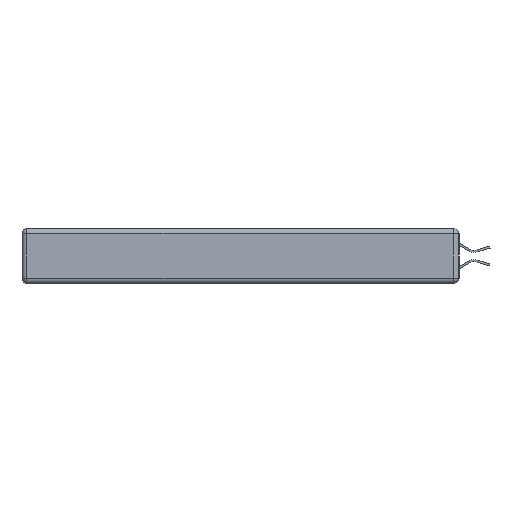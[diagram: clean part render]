
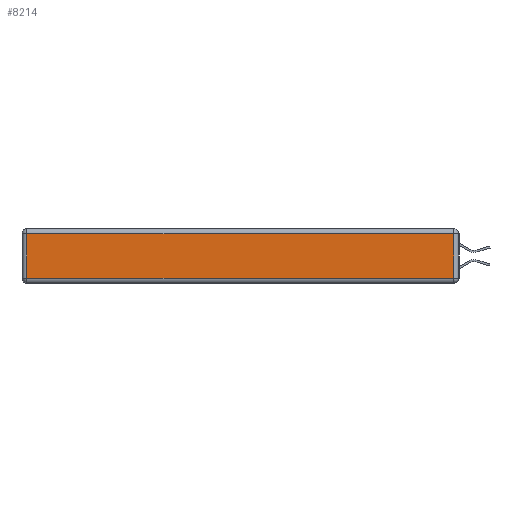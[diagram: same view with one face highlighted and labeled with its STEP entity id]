
A CAD part, left-side view. The second image highlights one B-rep face of the part: STEP entity #8214.
In plain terms, the highlighted planar face has unit normal (-1, 0, 0).
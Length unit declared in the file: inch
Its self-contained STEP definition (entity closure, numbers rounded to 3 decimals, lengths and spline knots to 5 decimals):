
#26 = CARTESIAN_POINT ( 'NONE',  ( 0., 0., -0.343 ) ) ;
#2109 = EDGE_LOOP ( 'NONE', ( #9636, #8966, #5574, #3864 ) ) ;
#2213 = LINE ( 'NONE', #10564, #9390 ) ;
#2643 = DIRECTION ( 'NONE',  ( 0., -1., 0. ) ) ;
#3247 = VERTEX_POINT ( 'NONE', #10996 ) ;
#3574 = DIRECTION ( 'NONE',  ( 0., 1., 0. ) ) ;
#3628 = VERTEX_POINT ( 'NONE', #11582 ) ;
#3699 = CARTESIAN_POINT ( 'NONE',  ( 0., 2.75, -0.03 ) ) ;
#3863 = VERTEX_POINT ( 'NONE', #4914 ) ;
#3864 = ORIENTED_EDGE ( 'NONE', *, *, #11589, .T. ) ;
#3984 = FACE_OUTER_BOUND ( 'NONE', #2109, .T. ) ;
#4378 = DIRECTION ( 'NONE',  ( 0., 0., -1. ) ) ;
#4914 = CARTESIAN_POINT ( 'NONE',  ( 0., 0.03, -0.313 ) ) ;
#4986 = VECTOR ( 'NONE', #2643, 39.37008 ) ;
#4999 = DIRECTION ( 'NONE',  ( 0., 0., 1. ) ) ;
#5049 = EDGE_CURVE ( 'NONE', #8650, #3863, #6841, .T. ) ;
#5119 = CARTESIAN_POINT ( 'NONE',  ( 0., 2.72, -0.313 ) ) ;
#5574 = ORIENTED_EDGE ( 'NONE', *, *, #7281, .T. ) ;
#5791 = CARTESIAN_POINT ( 'NONE',  ( 0., 0.03, -0.343 ) ) ;
#6516 = VECTOR ( 'NONE', #3574, 39.37008 ) ;
#6841 = LINE ( 'NONE', #8942, #4986 ) ;
#7037 = DIRECTION ( 'NONE',  ( -1., 0., 0. ) ) ;
#7281 = EDGE_CURVE ( 'NONE', #3247, #3628, #7762, .T. ) ;
#7762 = LINE ( 'NONE', #3699, #6516 ) ;
#8214 = ADVANCED_FACE ( 'NONE', ( #3984 ), #12248, .T. ) ;
#8551 = EDGE_CURVE ( 'NONE', #3863, #3247, #13068, .T. ) ;
#8650 = VERTEX_POINT ( 'NONE', #5119 ) ;
#8942 = CARTESIAN_POINT ( 'NONE',  ( 0., 0., -0.313 ) ) ;
#8966 = ORIENTED_EDGE ( 'NONE', *, *, #8551, .T. ) ;
#9390 = VECTOR ( 'NONE', #4378, 39.37008 ) ;
#9636 = ORIENTED_EDGE ( 'NONE', *, *, #5049, .T. ) ;
#9746 = DIRECTION ( 'NONE',  ( 0., 0., 1. ) ) ;
#10226 = VECTOR ( 'NONE', #9746, 39.37008 ) ;
#10564 = CARTESIAN_POINT ( 'NONE',  ( 0., 2.72, -0.343 ) ) ;
#10883 = AXIS2_PLACEMENT_3D ( 'NONE', #26, #7037, #4999 ) ;
#10996 = CARTESIAN_POINT ( 'NONE',  ( 0., 0.03, -0.03 ) ) ;
#11582 = CARTESIAN_POINT ( 'NONE',  ( 0., 2.72, -0.03 ) ) ;
#11589 = EDGE_CURVE ( 'NONE', #3628, #8650, #2213, .T. ) ;
#12248 = PLANE ( 'NONE',  #10883 ) ;
#13068 = LINE ( 'NONE', #5791, #10226 ) ;
